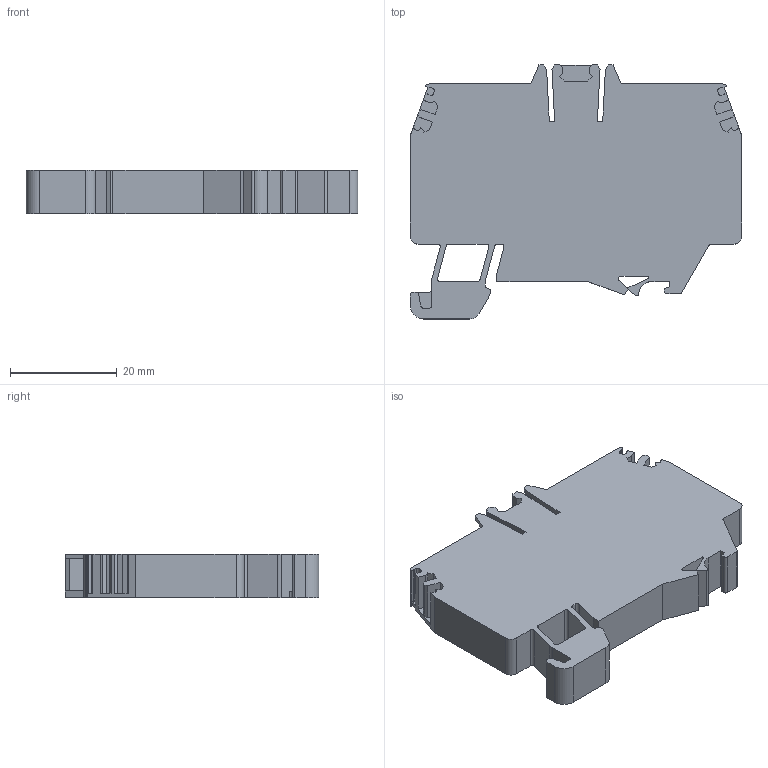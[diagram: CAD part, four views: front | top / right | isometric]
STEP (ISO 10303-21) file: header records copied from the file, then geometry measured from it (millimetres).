
FILE_DESCRIPTION((''),'2;1');
FILE_NAME('003903138_ESP-HMT_4-PT_ASM','2022-07-15T08:06:12',('klemen.sitar'),('Audax d.o.o.'),'CREO PARAMETRIC BY PTC INC, 2021304','CREO PARAMETRIC BY PTC INC, 2021304','');
FILE_SCHEMA(('AP242_MANAGED_MODEL_BASED_3D_ENGINEERING_MIM_LF { 1 0 10303 442 1 1 4 }'));
Length unit declared in the file: millimetre
Products named in the file (2): PRT0001_1_1; 003903138_ESP-HMT_4-PT_ASM
Assembly tree (1 placements, depth 2):
  003903138_ESP-HMT_4-PT_ASM
    PRT0001_1_1
Bounding box: 62 x 47.5 x 8.2 mm (x, y, z)
Volume: 17180 mm3; surface area: 7766.3 mm2
Topology: 1 solids, 1 shells, 200 faces, 596 edges, 400 vertices
Faces by surface type: plane 158, cylinder 42
Entity records: 10107 total; most frequent: CARTESIAN_POINT 1205, ORIENTED_EDGE 1192, DIRECTION 1102, PRESENTATION_STYLE_ASSIGNMENT 800, STYLED_ITEM 800, CURVE_STYLE 599, EDGE_CURVE 596, VECTOR 500
